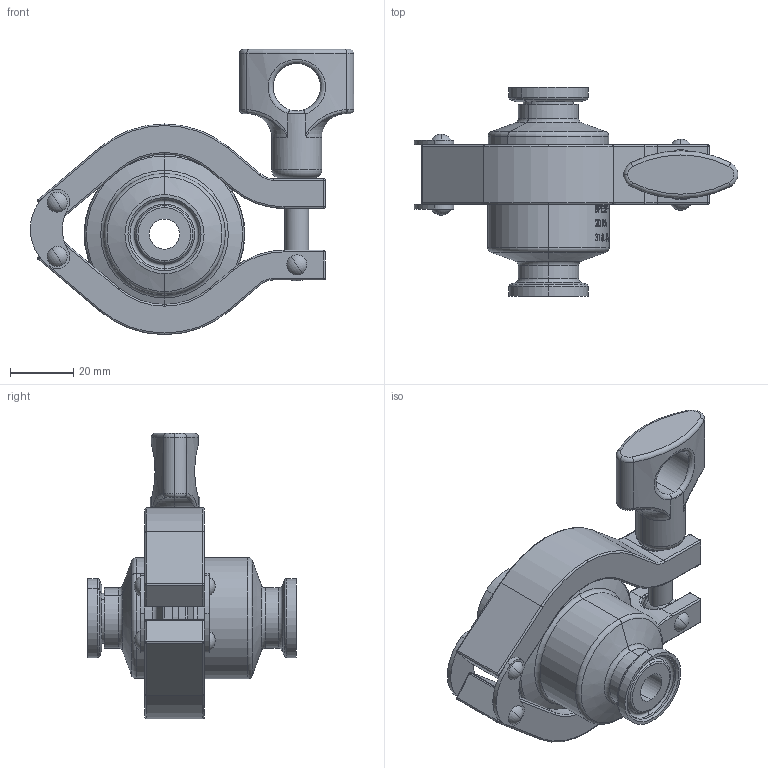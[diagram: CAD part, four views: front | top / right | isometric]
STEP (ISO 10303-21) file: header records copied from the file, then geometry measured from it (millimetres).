
FILE_DESCRIPTION (( 'STEP AP203' ), '1' );
FILE_NAME ('93C-075-C.STEP', '2016-04-22T11:32:32', ( '' ), ( '' ), 'SwSTEP 2.0', 'SolidWorks 2014', '' );
FILE_SCHEMA (( 'CONFIG_CONTROL_DESIGN' ));
Length unit declared in the file: inch
Products named in the file (1): 93C-075-C
Bounding box: 102.23 x 65.96 x 90.11 mm (x, y, z)
Surface area: 29275 mm2 (no closed solid volume)
Topology: 0 solids, 20 shells, 412 faces, 1312 edges, 881 vertices
Faces by surface type: cylinder 145, torus 77, bspline 68, plane 63, sphere 36, cone 23
Entity records: 22541 total; most frequent: CARTESIAN_POINT 11781, DIRECTION 2153, ORIENTED_EDGE 2100, EDGE_CURVE 1288, AXIS2_PLACEMENT_3D 925, VERTEX_POINT 881, CIRCLE 580, EDGE_LOOP 459
